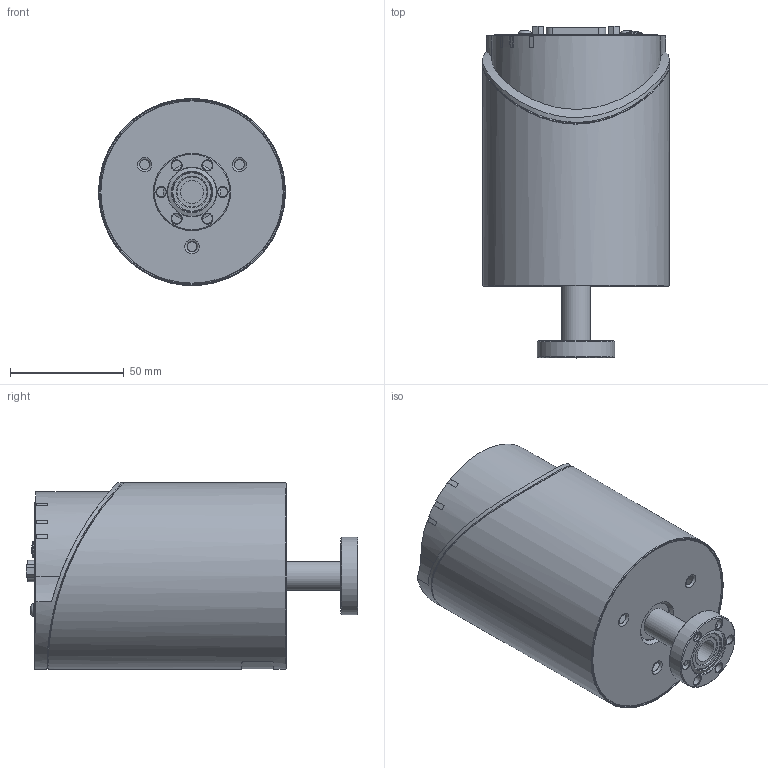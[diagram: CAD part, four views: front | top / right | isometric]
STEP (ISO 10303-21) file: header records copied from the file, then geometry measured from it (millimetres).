
FILE_DESCRIPTION(/* description */ (''),/* implementation_level */ '2;1');
FILE_NAME(/* name */ 'CDG_16CF.stp',/* time_stamp */ '2020-06-15T10:33:11+02:00',/* author */ ('FLA'),/* organization */ (''),/* preprocessor_version */ 'ST-DEVELOPER v17',/* originating_system */ 'Autodesk Inventor 2018',/* authorisation */ '');
FILE_SCHEMA (('AUTOMOTIVE_DESIGN { 1 0 10303 214 3 1 1 }'));
Length unit declared in the file: millimetre
Products named in the file (1): CDG
Bounding box: 82 x 145.75 x 82 mm (x, y, z)
Volume: 572882.2 mm3; surface area: 46626.9 mm2
Topology: 1 solids, 1 shells, 865 faces, 2375 edges, 1604 vertices
Faces by surface type: plane 500, bspline 181, cylinder 131, cone 28, sphere 16, torus 9
Full cylindrical faces by diameter (mm): 1 x15, 1.5 x2, 3.2 x2, 3.4 x2, 4.3 x6, 5.7 x2, 6.325 x2, 7 x1, 10.2 x1, 12.7 x1, 18 x1, 18.6 x1, 21.4 x1, 34 x1, 82 x2
Entity records: 30762 total; most frequent: CARTESIAN_POINT 8758, ORIENTED_EDGE 4724, DIRECTION 3726, EDGE_CURVE 2362, VERTEX_POINT 1606, LINE 1570, VECTOR 1570, AXIS2_PLACEMENT_3D 1078
